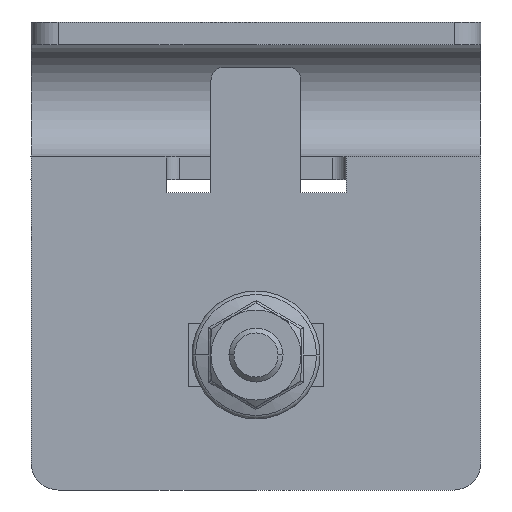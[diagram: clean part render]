
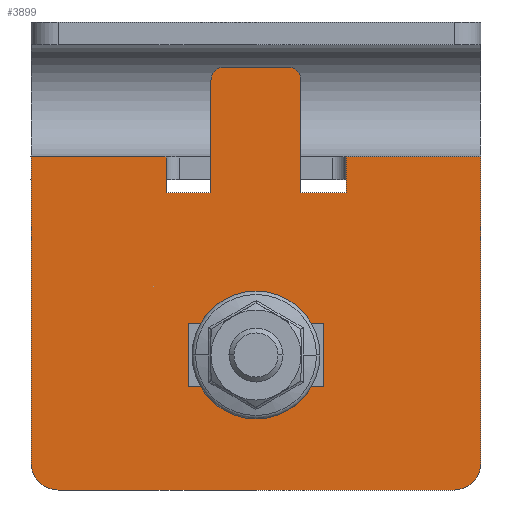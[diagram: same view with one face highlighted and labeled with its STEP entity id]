
A CAD part, front view. The second image highlights one B-rep face of the part: STEP entity #3899.
In plain terms, the highlighted planar face has unit normal (0, -1, 0).
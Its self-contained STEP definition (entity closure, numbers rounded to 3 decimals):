
#3100=DIRECTION('',(-1.,0.,0.));
#3101=VECTOR('',#3100,15.);
#3102=CARTESIAN_POINT('',(-10.,-2.5,2.5));
#3103=LINE('',#3102,#3101);
#3134=DIRECTION('',(0.,0.,1.));
#3135=VECTOR('',#3134,4.);
#3136=CARTESIAN_POINT('',(-10.,-2.5,-1.5));
#3137=LINE('',#3136,#3135);
#3190=DIRECTION('',(0.,0.,-1.));
#3191=VECTOR('',#3190,34.);
#3192=CARTESIAN_POINT('',(-25.,-2.5,2.5));
#3193=LINE('',#3192,#3191);
#3288=DIRECTION('',(-1.,0.,0.));
#3289=VECTOR('',#3288,5.);
#3290=CARTESIAN_POINT('',(-5.,-2.5,-1.5));
#3291=LINE('',#3290,#3289);
#3296=DIRECTION('',(0.,0.,-1.));
#3297=VECTOR('',#3296,12.5);
#3298=CARTESIAN_POINT('',(-5.,-2.5,11.));
#3299=LINE('',#3298,#3297);
#3300=DIRECTION('',(1.,0.,0.));
#3301=VECTOR('',#3300,15.);
#3302=CARTESIAN_POINT('',(10.,-2.5,2.5));
#3303=LINE('',#3302,#3301);
#3304=DIRECTION('',(0.,0.,-1.));
#3305=VECTOR('',#3304,34.);
#3306=CARTESIAN_POINT('',(25.,-2.5,2.5));
#3307=LINE('',#3306,#3305);
#3308=CARTESIAN_POINT('',(22.,-2.5,-31.5));
#3309=DIRECTION('',(0.,1.,0.));
#3310=DIRECTION('',(1.,0.,0.));
#3311=AXIS2_PLACEMENT_3D('',#3308,#3309,#3310);
#3313=DIRECTION('',(-1.,0.,0.));
#3314=VECTOR('',#3313,44.);
#3315=CARTESIAN_POINT('',(22.,-2.5,-34.5));
#3316=LINE('',#3315,#3314);
#3317=CARTESIAN_POINT('',(-22.,-2.5,-31.5));
#3318=DIRECTION('',(0.,1.,0.));
#3319=DIRECTION('',(0.,0.,-1.));
#3320=AXIS2_PLACEMENT_3D('',#3317,#3318,#3319);
#3322=CARTESIAN_POINT('',(-3.5,-2.5,11.));
#3323=DIRECTION('',(0.,1.,0.));
#3324=DIRECTION('',(-1.,0.,0.));
#3325=AXIS2_PLACEMENT_3D('',#3322,#3323,#3324);
#3327=DIRECTION('',(1.,0.,0.));
#3328=VECTOR('',#3327,7.);
#3329=CARTESIAN_POINT('',(-3.5,-2.5,12.5));
#3330=LINE('',#3329,#3328);
#3331=CARTESIAN_POINT('',(3.5,-2.5,11.));
#3332=DIRECTION('',(0.,1.,0.));
#3333=DIRECTION('',(0.,0.,1.));
#3334=AXIS2_PLACEMENT_3D('',#3331,#3332,#3333);
#3336=DIRECTION('',(0.,0.,-1.));
#3337=VECTOR('',#3336,12.5);
#3338=CARTESIAN_POINT('',(5.,-2.5,11.));
#3339=LINE('',#3338,#3337);
#3344=DIRECTION('',(-1.,0.,0.));
#3345=VECTOR('',#3344,5.);
#3346=CARTESIAN_POINT('',(10.,-2.5,-1.5));
#3347=LINE('',#3346,#3345);
#3368=DIRECTION('',(0.,0.,-1.));
#3369=VECTOR('',#3368,4.);
#3370=CARTESIAN_POINT('',(10.,-2.5,2.5));
#3371=LINE('',#3370,#3369);
#3412=DIRECTION('',(0.,0.,-1.));
#3413=VECTOR('',#3412,7.);
#3414=CARTESIAN_POINT('',(7.5,-2.5,-16.));
#3415=LINE('',#3414,#3413);
#3420=DIRECTION('',(1.,0.,0.));
#3421=VECTOR('',#3420,15.);
#3422=CARTESIAN_POINT('',(-7.5,-2.5,-16.));
#3423=LINE('',#3422,#3421);
#3428=DIRECTION('',(0.,0.,1.));
#3429=VECTOR('',#3428,7.);
#3430=CARTESIAN_POINT('',(-7.5,-2.5,-23.));
#3431=LINE('',#3430,#3429);
#3436=DIRECTION('',(-1.,0.,0.));
#3437=VECTOR('',#3436,15.);
#3438=CARTESIAN_POINT('',(7.5,-2.5,-23.));
#3439=LINE('',#3438,#3437);
#3504=CARTESIAN_POINT('',(-10.,-2.5,-1.5));
#3506=VERTEX_POINT('',#3504);
#3534=CARTESIAN_POINT('',(-5.,-2.5,-1.5));
#3535=VERTEX_POINT('',#3534);
#3536=CARTESIAN_POINT('',(-5.,-2.5,11.));
#3537=VERTEX_POINT('',#3536);
#3538=CARTESIAN_POINT('',(10.,-2.5,-1.5));
#3539=CARTESIAN_POINT('',(5.,-2.5,-1.5));
#3540=VERTEX_POINT('',#3538);
#3541=VERTEX_POINT('',#3539);
#3542=CARTESIAN_POINT('',(22.,-2.5,-34.5));
#3543=CARTESIAN_POINT('',(-22.,-2.5,-34.5));
#3544=VERTEX_POINT('',#3542);
#3545=VERTEX_POINT('',#3543);
#3546=CARTESIAN_POINT('',(-3.5,-2.5,12.5));
#3547=VERTEX_POINT('',#3546);
#3548=CARTESIAN_POINT('',(3.5,-2.5,12.5));
#3549=VERTEX_POINT('',#3548);
#3550=CARTESIAN_POINT('',(5.,-2.5,11.));
#3551=VERTEX_POINT('',#3550);
#3552=CARTESIAN_POINT('',(7.5,-2.5,-16.));
#3553=CARTESIAN_POINT('',(7.5,-2.5,-23.));
#3554=VERTEX_POINT('',#3552);
#3555=VERTEX_POINT('',#3553);
#3556=CARTESIAN_POINT('',(-7.5,-2.5,-16.));
#3557=VERTEX_POINT('',#3556);
#3558=CARTESIAN_POINT('',(-7.5,-2.5,-23.));
#3559=VERTEX_POINT('',#3558);
#3592=CARTESIAN_POINT('',(-10.,-2.5,2.5));
#3594=VERTEX_POINT('',#3592);
#3596=CARTESIAN_POINT('',(-25.,-2.5,2.5));
#3597=VERTEX_POINT('',#3596);
#3598=CARTESIAN_POINT('',(25.,-2.5,2.5));
#3599=VERTEX_POINT('',#3598);
#3600=CARTESIAN_POINT('',(10.,-2.5,2.5));
#3601=VERTEX_POINT('',#3600);
#3624=CARTESIAN_POINT('',(-25.,-2.5,-31.5));
#3625=VERTEX_POINT('',#3624);
#3630=CARTESIAN_POINT('',(25.,-2.5,-31.5));
#3631=VERTEX_POINT('',#3630);
#3857=CARTESIAN_POINT('',(25.,-2.5,-34.5));
#3858=DIRECTION('',(0.,-1.,0.));
#3859=DIRECTION('',(0.,0.,-1.));
#3860=AXIS2_PLACEMENT_3D('',#3857,#3858,#3859);
#3861=PLANE('',#3860);
#3863=ORIENTED_EDGE('',*,*,#3862,.F.);
#3865=ORIENTED_EDGE('',*,*,#3864,.F.);
#3866=ORIENTED_EDGE('',*,*,#3647,.T.);
#3867=ORIENTED_EDGE('',*,*,#3768,.T.);
#3869=ORIENTED_EDGE('',*,*,#3868,.T.);
#3871=ORIENTED_EDGE('',*,*,#3870,.T.);
#3873=ORIENTED_EDGE('',*,*,#3872,.T.);
#3874=ORIENTED_EDGE('',*,*,#3735,.F.);
#3875=ORIENTED_EDGE('',*,*,#3639,.F.);
#3876=ORIENTED_EDGE('',*,*,#3674,.F.);
#3877=ORIENTED_EDGE('',*,*,#3836,.F.);
#3878=ORIENTED_EDGE('',*,*,#3848,.F.);
#3880=ORIENTED_EDGE('',*,*,#3879,.T.);
#3882=ORIENTED_EDGE('',*,*,#3881,.T.);
#3884=ORIENTED_EDGE('',*,*,#3883,.T.);
#3886=ORIENTED_EDGE('',*,*,#3885,.T.);
#3887=EDGE_LOOP('',(#3863,#3865,#3866,#3867,#3869,#3871,#3873,#3874,#3875,#3876,
#3877,#3878,#3880,#3882,#3884,#3886));
#3888=FACE_OUTER_BOUND('',#3887,.F.);
#3890=ORIENTED_EDGE('',*,*,#3889,.F.);
#3892=ORIENTED_EDGE('',*,*,#3891,.F.);
#3894=ORIENTED_EDGE('',*,*,#3893,.F.);
#3896=ORIENTED_EDGE('',*,*,#3895,.F.);
#3897=EDGE_LOOP('',(#3890,#3892,#3894,#3896));
#3898=FACE_BOUND('',#3897,.F.);
#3899=ADVANCED_FACE('',(#3888,#3898),#3861,.T.);
#3312=CIRCLE('',#3311,3.);
#3321=CIRCLE('',#3320,3.);
#3326=CIRCLE('',#3325,1.5);
#3335=CIRCLE('',#3334,1.5);
#3639=EDGE_CURVE('',#3594,#3597,#3103,.T.);
#3647=EDGE_CURVE('',#3601,#3599,#3303,.T.);
#3674=EDGE_CURVE('',#3506,#3594,#3137,.T.);
#3735=EDGE_CURVE('',#3597,#3625,#3193,.T.);
#3768=EDGE_CURVE('',#3599,#3631,#3307,.T.);
#3836=EDGE_CURVE('',#3535,#3506,#3291,.T.);
#3848=EDGE_CURVE('',#3537,#3535,#3299,.T.);
#3862=EDGE_CURVE('',#3540,#3541,#3347,.T.);
#3864=EDGE_CURVE('',#3601,#3540,#3371,.T.);
#3868=EDGE_CURVE('',#3631,#3544,#3312,.T.);
#3870=EDGE_CURVE('',#3544,#3545,#3316,.T.);
#3872=EDGE_CURVE('',#3545,#3625,#3321,.T.);
#3879=EDGE_CURVE('',#3537,#3547,#3326,.T.);
#3881=EDGE_CURVE('',#3547,#3549,#3330,.T.);
#3883=EDGE_CURVE('',#3549,#3551,#3335,.T.);
#3885=EDGE_CURVE('',#3551,#3541,#3339,.T.);
#3889=EDGE_CURVE('',#3554,#3555,#3415,.T.);
#3891=EDGE_CURVE('',#3557,#3554,#3423,.T.);
#3893=EDGE_CURVE('',#3559,#3557,#3431,.T.);
#3895=EDGE_CURVE('',#3555,#3559,#3439,.T.);
